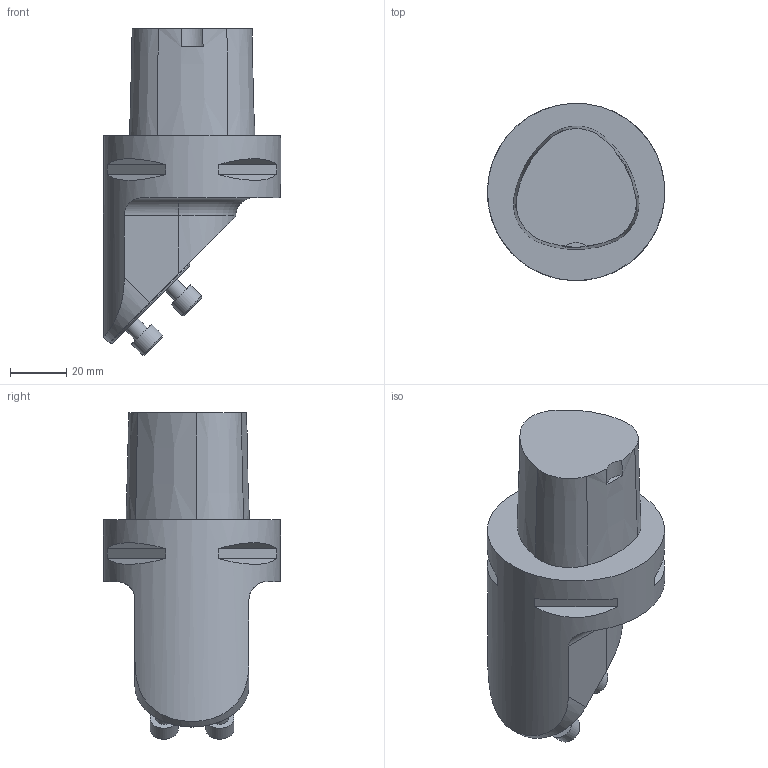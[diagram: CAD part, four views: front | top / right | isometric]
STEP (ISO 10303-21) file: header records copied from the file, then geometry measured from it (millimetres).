
FILE_DESCRIPTION(/* description */ (''),/* implementation_level */ '2;1');
FILE_NAME(/* name */ '1524228569576.stp',/* time_stamp */ '2018-04-20T14:49:39+02:00',/* author */ (''),/* organization */ ('SMS'),/* preprocessor_version */ 'ST-DEVELOPER v15',/* originating_system */ 'SIEMENS PLM Software NX 8.5',/* authorisation */ '');
FILE_SCHEMA (('AUTOMOTIVE_DESIGN { 1 0 10303 214 3 1 1 1 }'));
Length unit declared in the file: millimetre
Products named in the file (1): 201594701mod000_00
Bounding box: 62.9 x 62.94 x 115.95 mm (x, y, z)
Volume: 176443.5 mm3; surface area: 22239.2 mm2
Topology: 1 solids, 1 shells, 55 faces, 121 edges, 84 vertices
Faces by surface type: plane 28, cylinder 15, cone 11, torus 1
Full cylindrical faces by diameter (mm): 6 x4, 10 x4, 40 x1, 63 x1
Entity records: 1454 total; most frequent: CARTESIAN_POINT 263, DIRECTION 262, ORIENTED_EDGE 188, AXIS2_PLACEMENT_3D 114, EDGE_CURVE 94, EDGE_LOOP 84, VERTEX_POINT 70, ADVANCED_FACE 55
